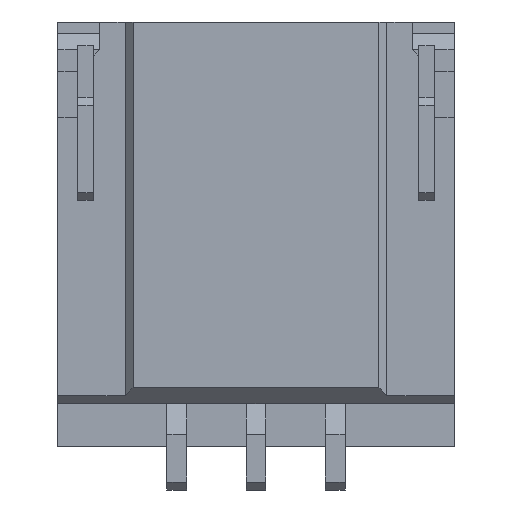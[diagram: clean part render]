
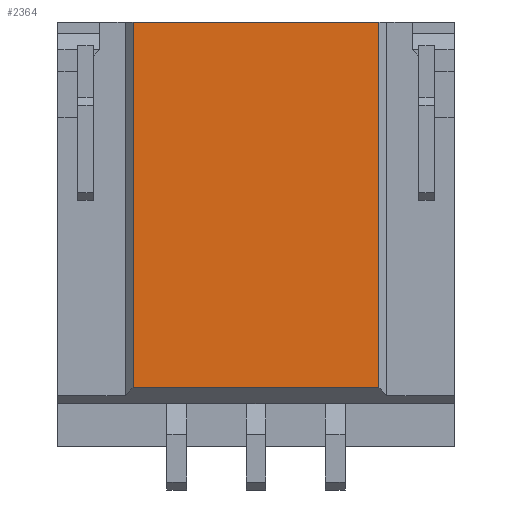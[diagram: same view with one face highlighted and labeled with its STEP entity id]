
A CAD part, front view. The second image highlights one B-rep face of the part: STEP entity #2364.
In plain terms, the highlighted planar face has unit normal (0, -1, 0).
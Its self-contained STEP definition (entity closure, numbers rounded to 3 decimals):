
#12 = ORIENTED_EDGE ( 'NONE', *, *, #3803, .T. ) ;
#174 = LINE ( 'NONE', #6050, #1044 ) ;
#232 = PLANE ( 'NONE',  #6509 ) ;
#324 = CARTESIAN_POINT ( 'NONE',  ( 1.55, -1.525, 2.675 ) ) ;
#500 = VERTEX_POINT ( 'NONE', #5810 ) ;
#1044 = VECTOR ( 'NONE', #1222, 1000. ) ;
#1222 = DIRECTION ( 'NONE',  ( 0., 0., -1. ) ) ;
#1550 = CARTESIAN_POINT ( 'NONE',  ( 1.55, -1.525, -1.935 ) ) ;
#1611 = LINE ( 'NONE', #6241, #5301 ) ;
#1627 = EDGE_CURVE ( 'NONE', #500, #5195, #2095, .T. ) ;
#2095 = LINE ( 'NONE', #1550, #6229 ) ;
#2364 = ADVANCED_FACE ( 'NONE', ( #6352 ), #232, .T. ) ;
#2480 = ORIENTED_EDGE ( 'NONE', *, *, #5563, .T. ) ;
#2704 = DIRECTION ( 'NONE',  ( 1., 0., 0. ) ) ;
#2980 = LINE ( 'NONE', #4518, #5754 ) ;
#3013 = ORIENTED_EDGE ( 'NONE', *, *, #1627, .T. ) ;
#3158 = VERTEX_POINT ( 'NONE', #3839 ) ;
#3464 = VERTEX_POINT ( 'NONE', #4025 ) ;
#3803 = EDGE_CURVE ( 'NONE', #5195, #3464, #2980, .T. ) ;
#3839 = CARTESIAN_POINT ( 'NONE',  ( -1.55, -1.525, -1.935 ) ) ;
#4025 = CARTESIAN_POINT ( 'NONE',  ( -1.55, -1.525, 2.675 ) ) ;
#4100 = EDGE_LOOP ( 'NONE', ( #3013, #12, #2480, #5907 ) ) ;
#4299 = DIRECTION ( 'NONE',  ( 0., -1., 0. ) ) ;
#4518 = CARTESIAN_POINT ( 'NONE',  ( 1.55, -1.525, 2.675 ) ) ;
#4585 = DIRECTION ( 'NONE',  ( -1., 0., 0. ) ) ;
#5195 = VERTEX_POINT ( 'NONE', #324 ) ;
#5301 = VECTOR ( 'NONE', #2704, 1000. ) ;
#5481 = EDGE_CURVE ( 'NONE', #3158, #500, #1611, .T. ) ;
#5563 = EDGE_CURVE ( 'NONE', #3464, #3158, #174, .T. ) ;
#5753 = CARTESIAN_POINT ( 'NONE',  ( -2.5, -1.525, -2.675 ) ) ;
#5754 = VECTOR ( 'NONE', #4585, 1000. ) ;
#5810 = CARTESIAN_POINT ( 'NONE',  ( 1.55, -1.525, -1.935 ) ) ;
#5884 = DIRECTION ( 'NONE',  ( 0., 0., -1. ) ) ;
#5907 = ORIENTED_EDGE ( 'NONE', *, *, #5481, .T. ) ;
#6050 = CARTESIAN_POINT ( 'NONE',  ( -1.55, -1.525, 2.675 ) ) ;
#6174 = DIRECTION ( 'NONE',  ( 0., 0., 1. ) ) ;
#6229 = VECTOR ( 'NONE', #6174, 1000. ) ;
#6241 = CARTESIAN_POINT ( 'NONE',  ( -1.55, -1.525, -1.935 ) ) ;
#6352 = FACE_OUTER_BOUND ( 'NONE', #4100, .T. ) ;
#6509 = AXIS2_PLACEMENT_3D ( 'NONE', #5753, #4299, #5884 ) ;
